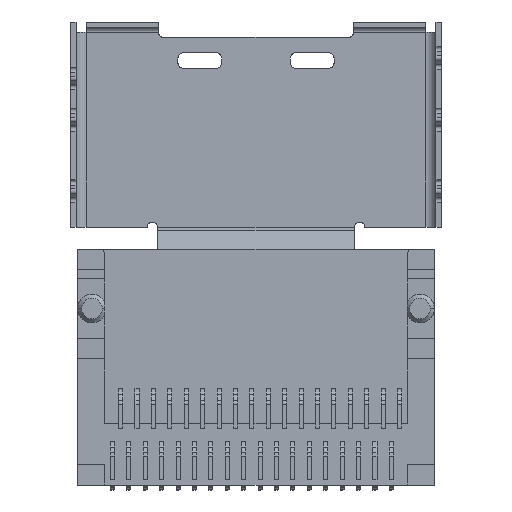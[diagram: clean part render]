
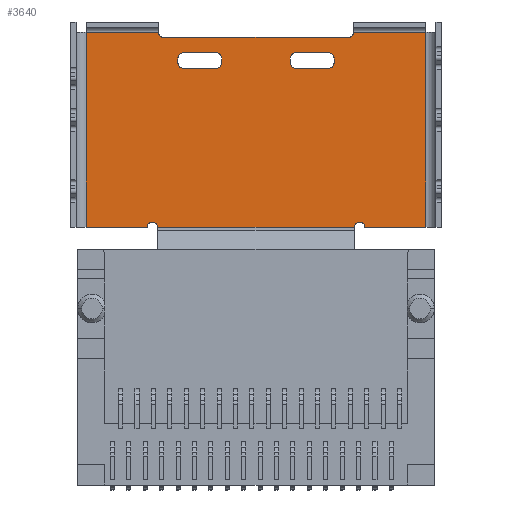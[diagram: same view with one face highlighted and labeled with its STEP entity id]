
A CAD part, front view. The second image highlights one B-rep face of the part: STEP entity #3640.
In plain terms, the highlighted planar face has unit normal (0, -1, 0).
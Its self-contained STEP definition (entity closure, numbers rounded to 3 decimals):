
#470=CARTESIAN_POINT('',(-3.555,4.716,9.07));
#471=DIRECTION('',(0.,1.,0.));
#472=DIRECTION('',(0.,0.,-1.));
#473=AXIS2_PLACEMENT_3D('',#470,#471,#472);
#478=DIRECTION('',(-1.,0.,0.));
#479=VECTOR('',#478,1.63);
#480=CARTESIAN_POINT('',(-1.925,4.716,8.82));
#481=LINE('',#480,#479);
#485=CARTESIAN_POINT('',(-1.925,4.716,9.07));
#486=DIRECTION('',(0.,1.,0.));
#487=DIRECTION('',(1.,0.,0.));
#488=AXIS2_PLACEMENT_3D('',#485,#486,#487);
#493=DIRECTION('',(0.,0.,-1.));
#494=VECTOR('',#493,0.25);
#495=CARTESIAN_POINT('',(-1.675,4.716,9.32));
#496=LINE('',#495,#494);
#500=CARTESIAN_POINT('',(-1.925,4.716,9.32));
#501=DIRECTION('',(0.,1.,0.));
#502=DIRECTION('',(0.,0.,1.));
#503=AXIS2_PLACEMENT_3D('',#500,#501,#502);
#508=DIRECTION('',(1.,0.,0.));
#509=VECTOR('',#508,1.63);
#510=CARTESIAN_POINT('',(-3.555,4.716,9.57));
#511=LINE('',#510,#509);
#515=CARTESIAN_POINT('',(-3.555,4.716,9.32));
#516=DIRECTION('',(0.,1.,0.));
#517=DIRECTION('',(-1.,0.,0.));
#518=AXIS2_PLACEMENT_3D('',#515,#516,#517);
#523=DIRECTION('',(0.,0.,1.));
#524=VECTOR('',#523,0.25);
#525=CARTESIAN_POINT('',(-3.805,4.716,9.07));
#526=LINE('',#525,#524);
#530=DIRECTION('',(-1.,0.,0.));
#531=VECTOR('',#530,1.63);
#532=CARTESIAN_POINT('',(3.555,4.716,8.82));
#533=LINE('',#532,#531);
#537=CARTESIAN_POINT('',(3.555,4.716,9.07));
#538=DIRECTION('',(0.,1.,0.));
#539=DIRECTION('',(1.,0.,0.));
#540=AXIS2_PLACEMENT_3D('',#537,#538,#539);
#545=DIRECTION('',(0.,0.,-1.));
#546=VECTOR('',#545,0.25);
#547=CARTESIAN_POINT('',(3.805,4.716,9.32));
#548=LINE('',#547,#546);
#552=CARTESIAN_POINT('',(3.555,4.716,9.32));
#553=DIRECTION('',(0.,1.,0.));
#554=DIRECTION('',(0.,0.,1.));
#555=AXIS2_PLACEMENT_3D('',#552,#553,#554);
#560=DIRECTION('',(1.,0.,0.));
#561=VECTOR('',#560,1.63);
#562=CARTESIAN_POINT('',(1.925,4.716,9.57));
#563=LINE('',#562,#561);
#567=CARTESIAN_POINT('',(1.925,4.716,9.32));
#568=DIRECTION('',(0.,1.,0.));
#569=DIRECTION('',(-1.,0.,0.));
#570=AXIS2_PLACEMENT_3D('',#567,#568,#569);
#575=DIRECTION('',(0.,0.,1.));
#576=VECTOR('',#575,0.25);
#577=CARTESIAN_POINT('',(1.675,4.716,9.07));
#578=LINE('',#577,#576);
#582=CARTESIAN_POINT('',(1.925,4.716,9.07));
#583=DIRECTION('',(0.,1.,0.));
#584=DIRECTION('',(0.,0.,-1.));
#585=AXIS2_PLACEMENT_3D('',#582,#583,#584);
#590=CARTESIAN_POINT('',(5.05,4.716,1.07));
#591=DIRECTION('',(0.,1.,0.));
#592=DIRECTION('',(-1.,0.,0.));
#593=AXIS2_PLACEMENT_3D('',#590,#591,#592);
#598=DIRECTION('',(1.,0.,0.));
#599=VECTOR('',#598,9.6);
#600=CARTESIAN_POINT('',(-4.8,4.716,1.07));
#601=LINE('',#600,#599);
#605=CARTESIAN_POINT('',(-5.05,4.716,1.07));
#606=DIRECTION('',(0.,1.,0.));
#607=DIRECTION('',(-1.,0.,0.));
#608=AXIS2_PLACEMENT_3D('',#605,#606,#607);
#613=DIRECTION('',(0.,0.,1.));
#614=VECTOR('',#613,9.5);
#615=CARTESIAN_POINT('',(-8.275,4.716,1.07));
#616=LINE('',#615,#614);
#620=DIRECTION('',(1.,0.,0.));
#621=VECTOR('',#620,3.525);
#622=CARTESIAN_POINT('',(-8.275,4.716,10.57));
#623=LINE('',#622,#621);
#627=CARTESIAN_POINT('',(-4.5,4.716,10.57));
#628=DIRECTION('',(0.,1.,0.));
#629=DIRECTION('',(0.,0.,-1.));
#630=AXIS2_PLACEMENT_3D('',#627,#628,#629);
#635=DIRECTION('',(-1.,0.,0.));
#636=VECTOR('',#635,9.);
#637=CARTESIAN_POINT('',(4.5,4.716,10.32));
#638=LINE('',#637,#636);
#642=CARTESIAN_POINT('',(4.5,4.716,10.57));
#643=DIRECTION('',(0.,1.,0.));
#644=DIRECTION('',(1.,0.,0.));
#645=AXIS2_PLACEMENT_3D('',#642,#643,#644);
#650=DIRECTION('',(-1.,0.,0.));
#651=VECTOR('',#650,3.525);
#652=CARTESIAN_POINT('',(8.275,4.716,10.57));
#653=LINE('',#652,#651);
#776=DIRECTION('',(1.,0.,0.));
#777=VECTOR('',#776,2.975);
#778=CARTESIAN_POINT('',(5.3,4.716,1.07));
#779=LINE('',#778,#777);
#864=DIRECTION('',(1.,0.,0.));
#865=VECTOR('',#864,2.975);
#866=CARTESIAN_POINT('',(-8.275,4.716,1.07));
#867=LINE('',#866,#865);
#878=DIRECTION('',(0.,0.,1.));
#879=VECTOR('',#878,9.5);
#880=CARTESIAN_POINT('',(8.275,4.716,1.07));
#881=LINE('',#880,#879);
#2811=CARTESIAN_POINT('',(-8.275,4.716,1.07));
#2812=VERTEX_POINT('',#2811);
#2823=CARTESIAN_POINT('',(8.275,4.716,1.07));
#2825=VERTEX_POINT('',#2823);
#2957=CARTESIAN_POINT('',(4.5,4.716,10.32));
#2958=CARTESIAN_POINT('',(-4.5,4.716,10.32));
#2959=VERTEX_POINT('',#2957);
#2960=VERTEX_POINT('',#2958);
#2961=CARTESIAN_POINT('',(-3.555,4.716,8.82));
#2962=CARTESIAN_POINT('',(-3.805,4.716,9.07));
#2963=VERTEX_POINT('',#2961);
#2964=VERTEX_POINT('',#2962);
#2965=CARTESIAN_POINT('',(-3.805,4.716,9.32));
#2966=VERTEX_POINT('',#2965);
#2967=CARTESIAN_POINT('',(-3.555,4.716,9.57));
#2968=VERTEX_POINT('',#2967);
#2969=CARTESIAN_POINT('',(-1.925,4.716,9.57));
#2970=VERTEX_POINT('',#2969);
#2971=CARTESIAN_POINT('',(-1.675,4.716,9.32));
#2972=VERTEX_POINT('',#2971);
#2973=CARTESIAN_POINT('',(-1.675,4.716,9.07));
#2974=VERTEX_POINT('',#2973);
#2975=CARTESIAN_POINT('',(-1.925,4.716,8.82));
#2976=VERTEX_POINT('',#2975);
#2977=CARTESIAN_POINT('',(3.555,4.716,8.82));
#2978=CARTESIAN_POINT('',(1.925,4.716,8.82));
#2979=VERTEX_POINT('',#2977);
#2980=VERTEX_POINT('',#2978);
#2981=CARTESIAN_POINT('',(1.675,4.716,9.07));
#2982=VERTEX_POINT('',#2981);
#2983=CARTESIAN_POINT('',(1.675,4.716,9.32));
#2984=VERTEX_POINT('',#2983);
#2985=CARTESIAN_POINT('',(1.925,4.716,9.57));
#2986=VERTEX_POINT('',#2985);
#2987=CARTESIAN_POINT('',(3.555,4.716,9.57));
#2988=VERTEX_POINT('',#2987);
#2989=CARTESIAN_POINT('',(3.805,4.716,9.32));
#2990=VERTEX_POINT('',#2989);
#2991=CARTESIAN_POINT('',(3.805,4.716,9.07));
#2992=VERTEX_POINT('',#2991);
#3045=CARTESIAN_POINT('',(-8.275,4.716,10.57));
#3046=CARTESIAN_POINT('',(-4.75,4.716,10.57));
#3047=VERTEX_POINT('',#3045);
#3048=VERTEX_POINT('',#3046);
#3069=CARTESIAN_POINT('',(8.275,4.716,10.57));
#3070=CARTESIAN_POINT('',(4.75,4.716,10.57));
#3071=VERTEX_POINT('',#3069);
#3072=VERTEX_POINT('',#3070);
#3277=CARTESIAN_POINT('',(4.8,4.716,1.07));
#3278=VERTEX_POINT('',#3277);
#3279=CARTESIAN_POINT('',(5.3,4.716,1.07));
#3280=VERTEX_POINT('',#3279);
#3281=CARTESIAN_POINT('',(-5.3,4.716,1.07));
#3282=VERTEX_POINT('',#3281);
#3283=CARTESIAN_POINT('',(-4.8,4.716,1.07));
#3284=VERTEX_POINT('',#3283);
#3574=CARTESIAN_POINT('',(-8.275,4.716,1.07));
#3575=DIRECTION('',(0.,-1.,0.));
#3576=DIRECTION('',(1.,0.,0.));
#3577=AXIS2_PLACEMENT_3D('',#3574,#3575,#3576);
#3578=PLANE('',#3577);
#3580=ORIENTED_EDGE('',*,*,#3579,.F.);
#3582=ORIENTED_EDGE('',*,*,#3581,.F.);
#3584=ORIENTED_EDGE('',*,*,#3583,.F.);
#3586=ORIENTED_EDGE('',*,*,#3585,.F.);
#3588=ORIENTED_EDGE('',*,*,#3587,.T.);
#3590=ORIENTED_EDGE('',*,*,#3589,.T.);
#3592=ORIENTED_EDGE('',*,*,#3591,.F.);
#3594=ORIENTED_EDGE('',*,*,#3593,.F.);
#3596=ORIENTED_EDGE('',*,*,#3595,.F.);
#3598=ORIENTED_EDGE('',*,*,#3597,.F.);
#3600=ORIENTED_EDGE('',*,*,#3599,.F.);
#3602=ORIENTED_EDGE('',*,*,#3601,.F.);
#3603=EDGE_LOOP('',(#3580,#3582,#3584,#3586,#3588,#3590,#3592,#3594,#3596,#3598,
#3600,#3602));
#3604=FACE_OUTER_BOUND('',#3603,.F.);
#3605=ORIENTED_EDGE('',*,*,#3564,.F.);
#3607=ORIENTED_EDGE('',*,*,#3606,.F.);
#3609=ORIENTED_EDGE('',*,*,#3608,.F.);
#3611=ORIENTED_EDGE('',*,*,#3610,.F.);
#3613=ORIENTED_EDGE('',*,*,#3612,.F.);
#3615=ORIENTED_EDGE('',*,*,#3614,.F.);
#3617=ORIENTED_EDGE('',*,*,#3616,.F.);
#3619=ORIENTED_EDGE('',*,*,#3618,.F.);
#3620=EDGE_LOOP('',(#3605,#3607,#3609,#3611,#3613,#3615,#3617,#3619));
#3621=FACE_BOUND('',#3620,.F.);
#3623=ORIENTED_EDGE('',*,*,#3622,.F.);
#3625=ORIENTED_EDGE('',*,*,#3624,.F.);
#3627=ORIENTED_EDGE('',*,*,#3626,.F.);
#3629=ORIENTED_EDGE('',*,*,#3628,.F.);
#3631=ORIENTED_EDGE('',*,*,#3630,.F.);
#3633=ORIENTED_EDGE('',*,*,#3632,.F.);
#3635=ORIENTED_EDGE('',*,*,#3634,.F.);
#3637=ORIENTED_EDGE('',*,*,#3636,.F.);
#3638=EDGE_LOOP('',(#3623,#3625,#3627,#3629,#3631,#3633,#3635,#3637));
#3639=FACE_BOUND('',#3638,.F.);
#474=CIRCLE('',#473,0.25);
#489=CIRCLE('',#488,0.25);
#504=CIRCLE('',#503,0.25);
#519=CIRCLE('',#518,0.25);
#541=CIRCLE('',#540,0.25);
#556=CIRCLE('',#555,0.25);
#571=CIRCLE('',#570,0.25);
#586=CIRCLE('',#585,0.25);
#594=CIRCLE('',#593,0.25);
#609=CIRCLE('',#608,0.25);
#631=CIRCLE('',#630,0.25);
#646=CIRCLE('',#645,0.25);
#3564=EDGE_CURVE('',#2963,#2964,#474,.T.);
#3579=EDGE_CURVE('',#3278,#3280,#594,.T.);
#3581=EDGE_CURVE('',#3284,#3278,#601,.T.);
#3583=EDGE_CURVE('',#3282,#3284,#609,.T.);
#3585=EDGE_CURVE('',#2812,#3282,#867,.T.);
#3587=EDGE_CURVE('',#2812,#3047,#616,.T.);
#3589=EDGE_CURVE('',#3047,#3048,#623,.T.);
#3591=EDGE_CURVE('',#2960,#3048,#631,.T.);
#3593=EDGE_CURVE('',#2959,#2960,#638,.T.);
#3595=EDGE_CURVE('',#3072,#2959,#646,.T.);
#3597=EDGE_CURVE('',#3071,#3072,#653,.T.);
#3599=EDGE_CURVE('',#2825,#3071,#881,.T.);
#3601=EDGE_CURVE('',#3280,#2825,#779,.T.);
#3606=EDGE_CURVE('',#2976,#2963,#481,.T.);
#3608=EDGE_CURVE('',#2974,#2976,#489,.T.);
#3610=EDGE_CURVE('',#2972,#2974,#496,.T.);
#3612=EDGE_CURVE('',#2970,#2972,#504,.T.);
#3614=EDGE_CURVE('',#2968,#2970,#511,.T.);
#3616=EDGE_CURVE('',#2966,#2968,#519,.T.);
#3618=EDGE_CURVE('',#2964,#2966,#526,.T.);
#3622=EDGE_CURVE('',#2979,#2980,#533,.T.);
#3624=EDGE_CURVE('',#2992,#2979,#541,.T.);
#3626=EDGE_CURVE('',#2990,#2992,#548,.T.);
#3628=EDGE_CURVE('',#2988,#2990,#556,.T.);
#3630=EDGE_CURVE('',#2986,#2988,#563,.T.);
#3632=EDGE_CURVE('',#2984,#2986,#571,.T.);
#3634=EDGE_CURVE('',#2982,#2984,#578,.T.);
#3636=EDGE_CURVE('',#2980,#2982,#586,.T.);
#3640=ADVANCED_FACE('',(#3604,#3621,#3639),#3578,.T.);
